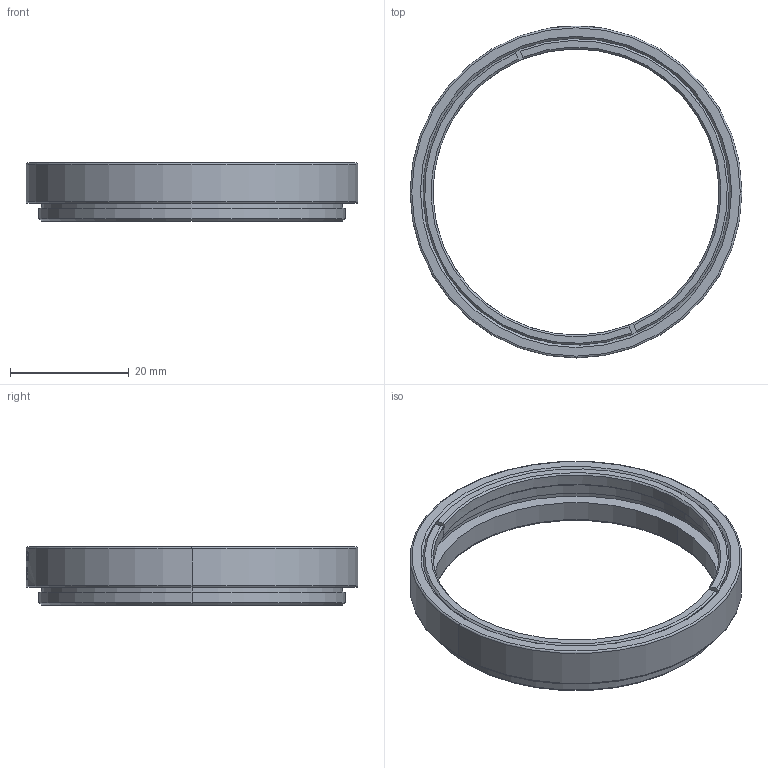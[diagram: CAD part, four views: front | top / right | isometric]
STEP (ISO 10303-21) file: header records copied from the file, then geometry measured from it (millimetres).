
FILE_DESCRIPTION (( 'STEP AP203' ), '1' );
FILE_NAME ('CSSM2-6A.STEP', '2025-06-18T02:43:36', ( '' ), ( '' ), 'SwSTEP 2.0', 'SolidWorks 2020', '' );
FILE_SCHEMA (( 'CONFIG_CONTROL_DESIGN' ));
Length unit declared in the file: millimetre
Products named in the file (1): CSSM2-6A
Bounding box: 56 x 56 x 9.8 mm (x, y, z)
Volume: 3999.5 mm3; surface area: 5792.1 mm2
Topology: 2 solids, 2 shells, 338 faces, 919 edges, 608 vertices
Faces by surface type: bspline 232, plane 52, cylinder 36, cone 12, torus 6
Entity records: 19253 total; most frequent: CARTESIAN_POINT 12661, ORIENTED_EDGE 1838, EDGE_CURVE 919, B_SPLINE_CURVE_WITH_KNOTS 729, VERTEX_POINT 608, DIRECTION 522, EDGE_LOOP 365, FACE_OUTER_BOUND 338
